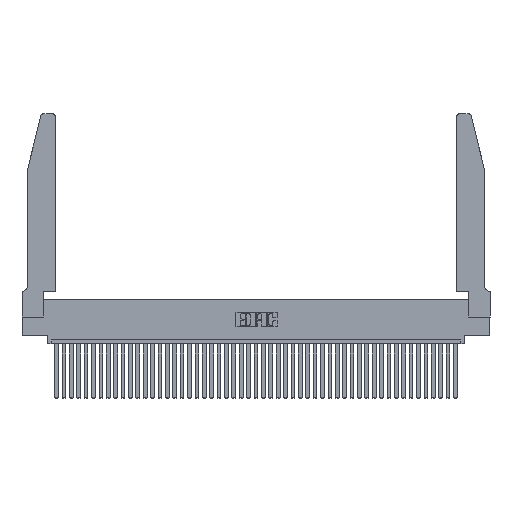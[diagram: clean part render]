
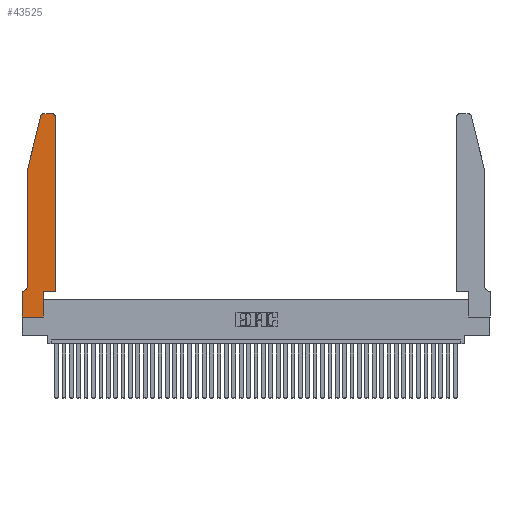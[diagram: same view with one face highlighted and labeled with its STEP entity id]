
A CAD part, top view. The second image highlights one B-rep face of the part: STEP entity #43525.
In plain terms, the highlighted planar face has unit normal (0, 0, 1).
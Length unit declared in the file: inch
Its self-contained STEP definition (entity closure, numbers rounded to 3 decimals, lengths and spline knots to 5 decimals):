
#175 = EDGE_CURVE ( 'NONE', #31246, #40927, #33598, .T. ) ;
#232 = LINE ( 'NONE', #5849, #42578 ) ;
#1101 = ORIENTED_EDGE ( 'NONE', *, *, #11615, .T. ) ;
#2100 = DIRECTION ( 'NONE',  ( -0.239, -0.971, 0. ) ) ;
#2197 = CARTESIAN_POINT ( 'NONE',  ( 0.0055, 0.35, 0.37 ) ) ;
#2618 = CARTESIAN_POINT ( 'NONE',  ( 0.0055, 0.42, 0.37 ) ) ;
#4037 = CARTESIAN_POINT ( 'NONE',  ( 0., 0., 0.37 ) ) ;
#4094 = EDGE_CURVE ( 'NONE', #40734, #5447, #11336, .T. ) ;
#4386 = CIRCLE ( 'NONE', #41116, 0.07 ) ;
#4399 = ORIENTED_EDGE ( 'NONE', *, *, #33988, .T. ) ;
#4854 = LINE ( 'NONE', #13950, #40205 ) ;
#5447 = VERTEX_POINT ( 'NONE', #24187 ) ;
#5614 = VERTEX_POINT ( 'NONE', #25847 ) ;
#5849 = CARTESIAN_POINT ( 'NONE',  ( 0.2605, 2.75, 0.37 ) ) ;
#5985 = CARTESIAN_POINT ( 'NONE',  ( 0.0755, 2., 0.37 ) ) ;
#6132 = CARTESIAN_POINT ( 'NONE',  ( 0.0755, 0.35, 0.37 ) ) ;
#6470 = DIRECTION ( 'NONE',  ( 0., 1., 0. ) ) ;
#7009 = DIRECTION ( 'NONE',  ( 0., 0., 1. ) ) ;
#7343 = DIRECTION ( 'NONE',  ( 0., 1., 0. ) ) ;
#7486 = ORIENTED_EDGE ( 'NONE', *, *, #12039, .T. ) ;
#7567 = CARTESIAN_POINT ( 'NONE',  ( 0.2865, 0., 0.37 ) ) ;
#7858 = VERTEX_POINT ( 'NONE', #5985 ) ;
#8042 = VECTOR ( 'NONE', #34902, 39.37008 ) ;
#8143 = VERTEX_POINT ( 'NONE', #2197 ) ;
#8147 = EDGE_CURVE ( 'NONE', #7858, #28595, #13277, .T. ) ;
#9790 = ORIENTED_EDGE ( 'NONE', *, *, #29420, .T. ) ;
#10562 = ORIENTED_EDGE ( 'NONE', *, *, #4094, .T. ) ;
#11336 = CIRCLE ( 'NONE', #35755, 0.03 ) ;
#11615 = EDGE_CURVE ( 'NONE', #28595, #8143, #4386, .T. ) ;
#11881 = FACE_OUTER_BOUND ( 'NONE', #12060, .T. ) ;
#12039 = EDGE_CURVE ( 'NONE', #32755, #31246, #15031, .T. ) ;
#12060 = EDGE_LOOP ( 'NONE', ( #26518, #10562, #33502, #19749, #1101, #4399, #39182, #36455, #9790, #7486, #13326, #43887 ) ) ;
#12206 = DIRECTION ( 'NONE',  ( -1., 0., 0. ) ) ;
#13277 = LINE ( 'NONE', #39910, #38445 ) ;
#13281 = EDGE_CURVE ( 'NONE', #5614, #25122, #32403, .T. ) ;
#13326 = ORIENTED_EDGE ( 'NONE', *, *, #175, .T. ) ;
#13724 = CARTESIAN_POINT ( 'NONE',  ( 0.4205, 2.72, 0.37 ) ) ;
#13950 = CARTESIAN_POINT ( 'NONE',  ( 0.2865, 0.35, 0.37 ) ) ;
#14176 = DIRECTION ( 'NONE',  ( 1., 0., 0. ) ) ;
#15031 = LINE ( 'NONE', #34798, #41826 ) ;
#17263 = LINE ( 'NONE', #6132, #20962 ) ;
#17418 = CARTESIAN_POINT ( 'NONE',  ( 0.4505, 0.35, 0.37 ) ) ;
#18142 = VERTEX_POINT ( 'NONE', #24934 ) ;
#19353 = CARTESIAN_POINT ( 'NONE',  ( 0.0755, 2., 0.37 ) ) ;
#19749 = ORIENTED_EDGE ( 'NONE', *, *, #8147, .T. ) ;
#20780 = PLANE ( 'NONE',  #24383 ) ;
#20794 = CARTESIAN_POINT ( 'NONE',  ( 0.4205, 2.75, 0.37 ) ) ;
#20962 = VECTOR ( 'NONE', #30258, 39.37008 ) ;
#21245 = CIRCLE ( 'NONE', #22472, 0.03 ) ;
#21509 = DIRECTION ( 'NONE',  ( 1., 0., 0. ) ) ;
#22472 = AXIS2_PLACEMENT_3D ( 'NONE', #13724, #37679, #14176 ) ;
#22596 = VECTOR ( 'NONE', #2100, 39.37008 ) ;
#23221 = DIRECTION ( 'NONE',  ( -1., 0., 0. ) ) ;
#23519 = CARTESIAN_POINT ( 'NONE',  ( 0.2865, 0.35, 0.37 ) ) ;
#24187 = CARTESIAN_POINT ( 'NONE',  ( 0.25487, 2.72718, 0.37 ) ) ;
#24383 = AXIS2_PLACEMENT_3D ( 'NONE', #24524, #7009, #34251 ) ;
#24443 = EDGE_CURVE ( 'NONE', #18142, #5614, #36433, .T. ) ;
#24524 = CARTESIAN_POINT ( 'NONE',  ( 0., 0.35, 0.37 ) ) ;
#24848 = VECTOR ( 'NONE', #32901, 39.37008 ) ;
#24934 = CARTESIAN_POINT ( 'NONE',  ( 0., 0.35, 0.37 ) ) ;
#25057 = VECTOR ( 'NONE', #7343, 39.37008 ) ;
#25122 = VERTEX_POINT ( 'NONE', #7567 ) ;
#25847 = CARTESIAN_POINT ( 'NONE',  ( 0., 0., 0.37 ) ) ;
#26518 = ORIENTED_EDGE ( 'NONE', *, *, #41146, .T. ) ;
#28595 = VERTEX_POINT ( 'NONE', #31923 ) ;
#29420 = EDGE_CURVE ( 'NONE', #25122, #32755, #4854, .T. ) ;
#29547 = LINE ( 'NONE', #19353, #22596 ) ;
#30258 = DIRECTION ( 'NONE',  ( -1., 0., 0. ) ) ;
#31246 = VERTEX_POINT ( 'NONE', #39018 ) ;
#31923 = CARTESIAN_POINT ( 'NONE',  ( 0.0755, 0.42, 0.37 ) ) ;
#32403 = LINE ( 'NONE', #39599, #24848 ) ;
#32755 = VERTEX_POINT ( 'NONE', #23519 ) ;
#32901 = DIRECTION ( 'NONE',  ( 1., 0., 0. ) ) ;
#33502 = ORIENTED_EDGE ( 'NONE', *, *, #42889, .T. ) ;
#33598 = LINE ( 'NONE', #17418, #25057 ) ;
#33988 = EDGE_CURVE ( 'NONE', #8143, #18142, #17263, .T. ) ;
#34173 = VERTEX_POINT ( 'NONE', #20794 ) ;
#34251 = DIRECTION ( 'NONE',  ( 1., 0., 0. ) ) ;
#34798 = CARTESIAN_POINT ( 'NONE',  ( 0.4505, 0.35, 0.37 ) ) ;
#34902 = DIRECTION ( 'NONE',  ( 0., -1., 0. ) ) ;
#35082 = CARTESIAN_POINT ( 'NONE',  ( 0.4505, 2.72, 0.37 ) ) ;
#35755 = AXIS2_PLACEMENT_3D ( 'NONE', #41110, #37819, #21509 ) ;
#36433 = LINE ( 'NONE', #4037, #8042 ) ;
#36455 = ORIENTED_EDGE ( 'NONE', *, *, #13281, .T. ) ;
#36638 = DIRECTION ( 'NONE',  ( 0., -1., 0. ) ) ;
#36684 = EDGE_CURVE ( 'NONE', #40927, #34173, #21245, .T. ) ;
#37679 = DIRECTION ( 'NONE',  ( 0., 0., 1. ) ) ;
#37819 = DIRECTION ( 'NONE',  ( 0., 0., 1. ) ) ;
#38063 = CARTESIAN_POINT ( 'NONE',  ( 0.284, 2.75, 0.37 ) ) ;
#38229 = DIRECTION ( 'NONE',  ( 1., 0., 0. ) ) ;
#38445 = VECTOR ( 'NONE', #36638, 39.37008 ) ;
#39018 = CARTESIAN_POINT ( 'NONE',  ( 0.4505, 0.35, 0.37 ) ) ;
#39182 = ORIENTED_EDGE ( 'NONE', *, *, #24443, .T. ) ;
#39599 = CARTESIAN_POINT ( 'NONE',  ( 0., 0., 0.37 ) ) ;
#39910 = CARTESIAN_POINT ( 'NONE',  ( 0.0755, 2., 0.37 ) ) ;
#40205 = VECTOR ( 'NONE', #6470, 39.37008 ) ;
#40734 = VERTEX_POINT ( 'NONE', #38063 ) ;
#40927 = VERTEX_POINT ( 'NONE', #35082 ) ;
#41110 = CARTESIAN_POINT ( 'NONE',  ( 0.284, 2.72, 0.37 ) ) ;
#41116 = AXIS2_PLACEMENT_3D ( 'NONE', #2618, #43606, #12206 ) ;
#41146 = EDGE_CURVE ( 'NONE', #34173, #40734, #232, .T. ) ;
#41826 = VECTOR ( 'NONE', #38229, 39.37008 ) ;
#42578 = VECTOR ( 'NONE', #23221, 39.37008 ) ;
#42889 = EDGE_CURVE ( 'NONE', #5447, #7858, #29547, .T. ) ;
#43525 = ADVANCED_FACE ( 'NONE', ( #11881 ), #20780, .T. ) ;
#43606 = DIRECTION ( 'NONE',  ( 0., 0., -1. ) ) ;
#43887 = ORIENTED_EDGE ( 'NONE', *, *, #36684, .T. ) ;
